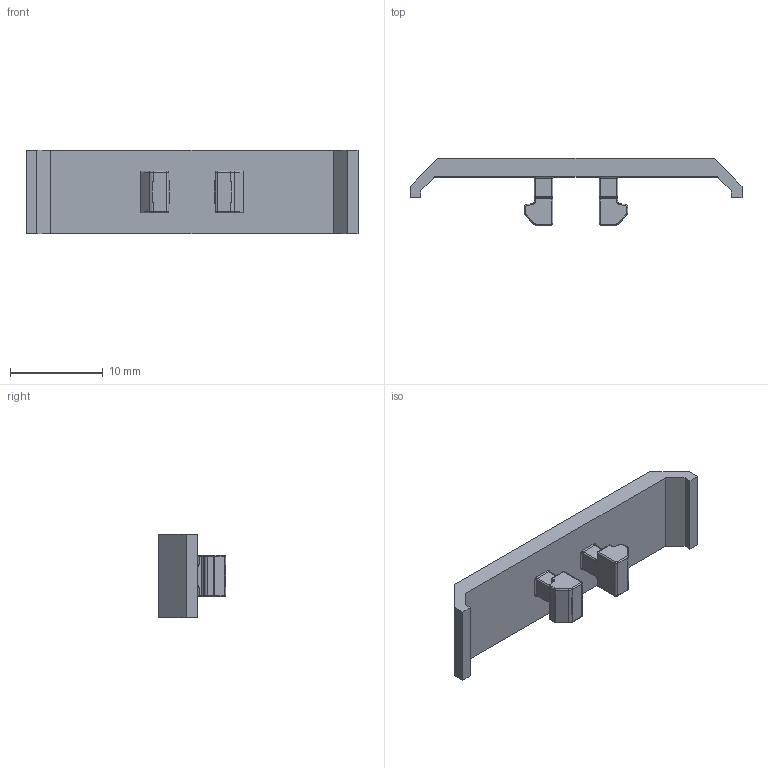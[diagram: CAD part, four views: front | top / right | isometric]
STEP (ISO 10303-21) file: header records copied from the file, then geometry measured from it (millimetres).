
FILE_DESCRIPTION (( 'STEP AP214' ), '1' );
FILE_NAME ('KN-TC-2S.step', '2015-05-04T11:28:13', ( '' ), ( '' ), 'SwSTEP 2.0', 'SolidWorks 2014', '' );
FILE_SCHEMA (( 'AUTOMOTIVE_DESIGN' ));
Length unit declared in the file: millimetre
Products named in the file (1): KN-TC-2S
Bounding box: 35.75 x 7.26 x 9 mm (x, y, z)
Volume: 719.2 mm3; surface area: 997.8 mm2
Topology: 1 solids, 1 shells, 166 faces, 395 edges, 226 vertices
Faces by surface type: cylinder 68, plane 54, torus 36, sphere 8
Entity records: 4845 total; most frequent: DIRECTION 897, CARTESIAN_POINT 780, ORIENTED_EDGE 774, EDGE_CURVE 387, AXIS2_PLACEMENT_3D 343, VERTEX_POINT 226, VECTOR 211, LINE 211
